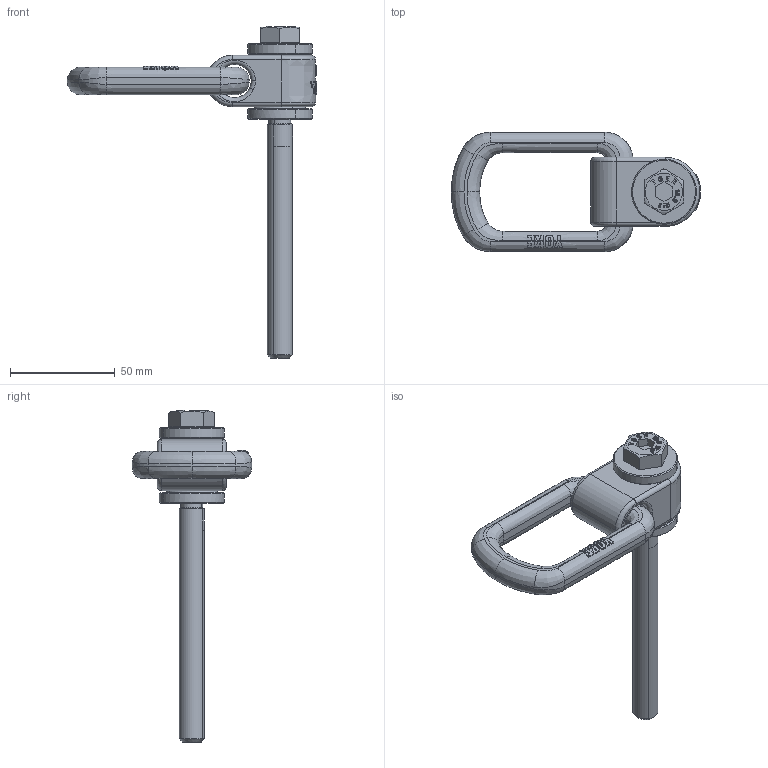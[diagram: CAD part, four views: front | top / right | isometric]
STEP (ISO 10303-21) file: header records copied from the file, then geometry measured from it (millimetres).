
FILE_DESCRIPTION(('CATIA V5 STEP Exchange'),'2;1');
FILE_NAME('8-211-010-150L.stp','2015-07-09T10:41:57+00:00',('none'),('none'),'CATIA Version 5 Release 21 GA (IN-10)','CATIA V5 STEP AP203','none');
FILE_SCHEMA(('CONFIG_CONTROL_DESIGN'));
Length unit declared in the file: millimetre
Products named in the file (1): 8-211-010
Assembly tree (4 placements, depth 2):
  8-211-010
    #58
    #10629
    #11422
    #26959
Bounding box: 118.98 x 57 x 158.5 mm (x, y, z)
Volume: 79399.3 mm3; surface area: 30098.7 mm2
Topology: 4 solids, 4 shells, 996 faces, 2809 edges, 1848 vertices
Faces by surface type: plane 855, bspline 52, cylinder 37, torus 30, cone 14, extrusion 8
Entity records: 41288 total; most frequent: CARTESIAN_POINT 17531, ORIENTED_EDGE 5618, DIRECTION 3720, EDGE_CURVE 2809, VERTEX_POINT 1848, VECTOR 1815, LINE 1807, EDGE_LOOP 1031
